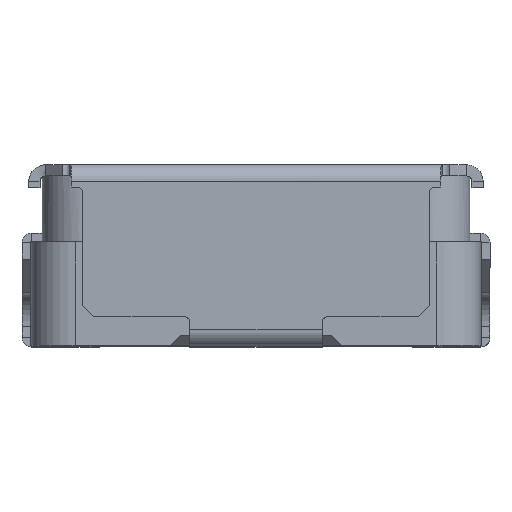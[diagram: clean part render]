
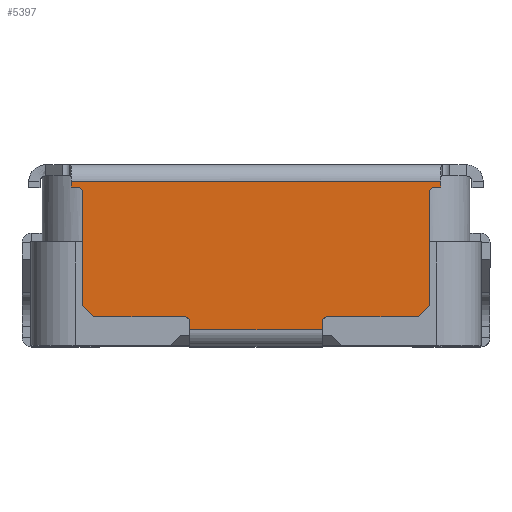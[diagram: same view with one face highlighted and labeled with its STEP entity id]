
A CAD part, top view. The second image highlights one B-rep face of the part: STEP entity #5397.
In plain terms, the highlighted planar face has unit normal (0, 0, 1).
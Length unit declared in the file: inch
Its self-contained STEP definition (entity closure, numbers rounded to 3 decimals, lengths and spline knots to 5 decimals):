
#51 = VECTOR ( 'NONE', #775, 39.37008 ) ;
#99 = AXIS2_PLACEMENT_3D ( 'NONE', #9189, #9449, #4950 ) ;
#141 = DIRECTION ( 'NONE',  ( 0., 1., 0. ) ) ;
#169 = CARTESIAN_POINT ( 'NONE',  ( 0.33379, 0.2842, 0.46255 ) ) ;
#208 = ORIENTED_EDGE ( 'NONE', *, *, #3124, .F. ) ;
#229 = CARTESIAN_POINT ( 'NONE',  ( 0.32379, 0.2792, 0.46255 ) ) ;
#245 = ORIENTED_EDGE ( 'NONE', *, *, #1357, .T. ) ;
#287 = CARTESIAN_POINT ( 'NONE',  ( 0.01379, 0.2792, 0.46255 ) ) ;
#293 = CARTESIAN_POINT ( 'NONE',  ( 0.21679, 0.0712, 0.46255 ) ) ;
#302 = CARTESIAN_POINT ( 'NONE',  ( 0.33379, 0.2892, 0.46255 ) ) ;
#318 = CARTESIAN_POINT ( 'NONE',  ( 0.00379, 0.2842, 0.46255 ) ) ;
#337 = EDGE_CURVE ( 'NONE', #1700, #3119, #4496, .T. ) ;
#353 = VECTOR ( 'NONE', #1098, 39.37008 ) ;
#384 = ORIENTED_EDGE ( 'NONE', *, *, #3074, .F. ) ;
#501 = VECTOR ( 'NONE', #2959, 39.37008 ) ;
#657 = ORIENTED_EDGE ( 'NONE', *, *, #9585, .F. ) ;
#710 = DIRECTION ( 'NONE',  ( -1., 0., 0. ) ) ;
#721 = DIRECTION ( 'NONE',  ( 0., 0., 1. ) ) ;
#739 = CARTESIAN_POINT ( 'NONE',  ( 0.23279, 0.1632, 0.46255 ) ) ;
#757 = DIRECTION ( 'NONE',  ( -1., 0., 0. ) ) ;
#775 = DIRECTION ( 'NONE',  ( 0., 1., 0. ) ) ;
#779 = CARTESIAN_POINT ( 'NONE',  ( 0.10479, 0.1682, 0.46255 ) ) ;
#808 = EDGE_CURVE ( 'NONE', #3253, #4338, #6581, .T. ) ;
#809 = CARTESIAN_POINT ( 'NONE',  ( 0.00379, 0.2842, 0.46255 ) ) ;
#871 = EDGE_CURVE ( 'NONE', #1586, #3119, #9168, .T. ) ;
#933 = VECTOR ( 'NONE', #8058, 39.37008 ) ;
#946 = LINE ( 'NONE', #2134, #3072 ) ;
#986 = VECTOR ( 'NONE', #141, 39.37008 ) ;
#1041 = DIRECTION ( 'NONE',  ( -1., 0., 0. ) ) ;
#1044 = CARTESIAN_POINT ( 'NONE',  ( 0.32879, 0.2842, 0.46255 ) ) ;
#1098 = DIRECTION ( 'NONE',  ( -0.707, -0.707, 0. ) ) ;
#1212 = CARTESIAN_POINT ( 'NONE',  ( 0.00379, 0.1567, 0.46255 ) ) ;
#1343 = EDGE_CURVE ( 'NONE', #3082, #2173, #6574, .T. ) ;
#1357 = EDGE_CURVE ( 'NONE', #4062, #4338, #6382, .T. ) ;
#1426 = EDGE_CURVE ( 'NONE', #7582, #4605, #9928, .T. ) ;
#1433 = DIRECTION ( 'NONE',  ( 0., 1., 0. ) ) ;
#1446 = VERTEX_POINT ( 'NONE', #2776 ) ;
#1519 = EDGE_CURVE ( 'NONE', #1959, #1700, #4964, .T. ) ;
#1586 = VERTEX_POINT ( 'NONE', #3301 ) ;
#1604 = CARTESIAN_POINT ( 'NONE',  ( 0.00879, 0.2842, 0.46255 ) ) ;
#1664 = AXIS2_PLACEMENT_3D ( 'NONE', #809, #8424, #5365 ) ;
#1700 = VERTEX_POINT ( 'NONE', #3091 ) ;
#1849 = CARTESIAN_POINT ( 'NONE',  ( 0.00879, 0.2792, 0.46255 ) ) ;
#1887 = LINE ( 'NONE', #4161, #6058 ) ;
#1959 = VERTEX_POINT ( 'NONE', #9656 ) ;
#2134 = CARTESIAN_POINT ( 'NONE',  ( 0.00379, 0.1682, 0.46255 ) ) ;
#2173 = VERTEX_POINT ( 'NONE', #229 ) ;
#2176 = DIRECTION ( 'NONE',  ( -1., 0., 0. ) ) ;
#2409 = AXIS2_PLACEMENT_3D ( 'NONE', #6331, #6700, #3873 ) ;
#2513 = LINE ( 'NONE', #293, #353 ) ;
#2620 = DIRECTION ( 'NONE',  ( -1., 0., 0. ) ) ;
#2634 = DIRECTION ( 'NONE',  ( 0., 1., 0. ) ) ;
#2677 = ORIENTED_EDGE ( 'NONE', *, *, #3539, .F. ) ;
#2776 = CARTESIAN_POINT ( 'NONE',  ( 0.31379, 0.1682, 0.46255 ) ) ;
#2794 = LINE ( 'NONE', #318, #6897 ) ;
#2891 = ORIENTED_EDGE ( 'NONE', *, *, #8536, .F. ) ;
#2959 = DIRECTION ( 'NONE',  ( -1., 0., 0. ) ) ;
#2980 = EDGE_CURVE ( 'NONE', #9892, #5605, #946, .T. ) ;
#3072 = VECTOR ( 'NONE', #2176, 39.37008 ) ;
#3074 = EDGE_CURVE ( 'NONE', #4062, #7582, #8764, .T. ) ;
#3082 = VERTEX_POINT ( 'NONE', #1044 ) ;
#3091 = CARTESIAN_POINT ( 'NONE',  ( 0.00379, 0.2892, 0.46255 ) ) ;
#3096 = CARTESIAN_POINT ( 'NONE',  ( 0.22779, 0.1567, 0.46255 ) ) ;
#3119 = VERTEX_POINT ( 'NONE', #302 ) ;
#3124 = EDGE_CURVE ( 'NONE', #4286, #1959, #2794, .T. ) ;
#3253 = VERTEX_POINT ( 'NONE', #5587 ) ;
#3301 = CARTESIAN_POINT ( 'NONE',  ( 0.33379, 0.2842, 0.46255 ) ) ;
#3539 = EDGE_CURVE ( 'NONE', #1446, #3253, #6751, .T. ) ;
#3604 = CARTESIAN_POINT ( 'NONE',  ( 0.00379, 0.2842, 0.46255 ) ) ;
#3873 = DIRECTION ( 'NONE',  ( -1., 0., 0. ) ) ;
#3889 = DIRECTION ( 'NONE',  ( -0.707, 0.707, 0. ) ) ;
#3913 = CARTESIAN_POINT ( 'NONE',  ( 0.00379, 0.1682, 0.46255 ) ) ;
#4062 = VERTEX_POINT ( 'NONE', #3096 ) ;
#4127 = DIRECTION ( 'NONE',  ( -1., 0., 0. ) ) ;
#4161 = CARTESIAN_POINT ( 'NONE',  ( 0.00379, 0.2842, 0.46255 ) ) ;
#4268 = VECTOR ( 'NONE', #8831, 39.37008 ) ;
#4286 = VERTEX_POINT ( 'NONE', #1604 ) ;
#4328 = CARTESIAN_POINT ( 'NONE',  ( 0.02379, 0.1682, 0.46255 ) ) ;
#4338 = VERTEX_POINT ( 'NONE', #7753 ) ;
#4387 = AXIS2_PLACEMENT_3D ( 'NONE', #1849, #7236, #2620 ) ;
#4496 = LINE ( 'NONE', #9617, #4268 ) ;
#4567 = VERTEX_POINT ( 'NONE', #7574 ) ;
#4605 = VERTEX_POINT ( 'NONE', #9459 ) ;
#4754 = CARTESIAN_POINT ( 'NONE',  ( 0.10979, 0.1567, 0.46255 ) ) ;
#4758 = EDGE_CURVE ( 'NONE', #6594, #7480, #7135, .T. ) ;
#4788 = CARTESIAN_POINT ( 'NONE',  ( 0.32379, 0.2842, 0.46255 ) ) ;
#4822 = CARTESIAN_POINT ( 'NONE',  ( 0.22779, 0.2842, 0.46255 ) ) ;
#4868 = ORIENTED_EDGE ( 'NONE', *, *, #1343, .F. ) ;
#4950 = DIRECTION ( 'NONE',  ( -1., 0., 0. ) ) ;
#4964 = LINE ( 'NONE', #3604, #6680 ) ;
#5038 = FACE_OUTER_BOUND ( 'NONE', #8993, .T. ) ;
#5059 = VECTOR ( 'NONE', #1041, 39.37008 ) ;
#5365 = DIRECTION ( 'NONE',  ( -1., 0., 0. ) ) ;
#5397 = ADVANCED_FACE ( 'NONE', ( #5038 ), #9774, .F. ) ;
#5442 = ORIENTED_EDGE ( 'NONE', *, *, #1519, .F. ) ;
#5559 = EDGE_CURVE ( 'NONE', #4605, #9892, #6867, .T. ) ;
#5587 = CARTESIAN_POINT ( 'NONE',  ( 0.23279, 0.1682, 0.46255 ) ) ;
#5605 = VERTEX_POINT ( 'NONE', #4328 ) ;
#5843 = EDGE_CURVE ( 'NONE', #4567, #1446, #2513, .T. ) ;
#6058 = VECTOR ( 'NONE', #4127, 39.37008 ) ;
#6216 = ORIENTED_EDGE ( 'NONE', *, *, #337, .F. ) ;
#6331 = CARTESIAN_POINT ( 'NONE',  ( 0.10479, 0.1632, 0.46255 ) ) ;
#6382 = LINE ( 'NONE', #4822, #51 ) ;
#6396 = DIRECTION ( 'NONE',  ( 0., 1., 0. ) ) ;
#6541 = ORIENTED_EDGE ( 'NONE', *, *, #2980, .F. ) ;
#6574 = CIRCLE ( 'NONE', #99, 0.005 ) ;
#6581 = CIRCLE ( 'NONE', #9320, 0.005 ) ;
#6594 = VERTEX_POINT ( 'NONE', #6783 ) ;
#6680 = VECTOR ( 'NONE', #2634, 39.37008 ) ;
#6700 = DIRECTION ( 'NONE',  ( 0., 0., 1. ) ) ;
#6751 = LINE ( 'NONE', #3913, #501 ) ;
#6783 = CARTESIAN_POINT ( 'NONE',  ( 0.01379, 0.1782, 0.46255 ) ) ;
#6867 = CIRCLE ( 'NONE', #2409, 0.005 ) ;
#6897 = VECTOR ( 'NONE', #757, 39.37008 ) ;
#6931 = VECTOR ( 'NONE', #1433, 39.37008 ) ;
#7094 = ORIENTED_EDGE ( 'NONE', *, *, #1426, .F. ) ;
#7135 = LINE ( 'NONE', #8017, #933 ) ;
#7164 = LINE ( 'NONE', #4788, #6931 ) ;
#7210 = LINE ( 'NONE', #8382, #8966 ) ;
#7236 = DIRECTION ( 'NONE',  ( 0., 0., 1. ) ) ;
#7480 = VERTEX_POINT ( 'NONE', #287 ) ;
#7508 = ORIENTED_EDGE ( 'NONE', *, *, #5843, .F. ) ;
#7574 = CARTESIAN_POINT ( 'NONE',  ( 0.32379, 0.1782, 0.46255 ) ) ;
#7582 = VERTEX_POINT ( 'NONE', #4754 ) ;
#7664 = CIRCLE ( 'NONE', #4387, 0.005 ) ;
#7741 = EDGE_CURVE ( 'NONE', #4567, #2173, #7164, .T. ) ;
#7753 = CARTESIAN_POINT ( 'NONE',  ( 0.22779, 0.1632, 0.46255 ) ) ;
#8017 = CARTESIAN_POINT ( 'NONE',  ( 0.01379, 0.2842, 0.46255 ) ) ;
#8042 = ORIENTED_EDGE ( 'NONE', *, *, #4758, .F. ) ;
#8058 = DIRECTION ( 'NONE',  ( 0., 1., 0. ) ) ;
#8340 = ORIENTED_EDGE ( 'NONE', *, *, #871, .T. ) ;
#8382 = CARTESIAN_POINT ( 'NONE',  ( -0.04421, 0.2362, 0.46255 ) ) ;
#8424 = DIRECTION ( 'NONE',  ( 0., 0., -1. ) ) ;
#8536 = EDGE_CURVE ( 'NONE', #7480, #4286, #7664, .T. ) ;
#8764 = LINE ( 'NONE', #1212, #5059 ) ;
#8831 = DIRECTION ( 'NONE',  ( 1., 0., 0. ) ) ;
#8878 = ORIENTED_EDGE ( 'NONE', *, *, #7741, .T. ) ;
#8931 = CARTESIAN_POINT ( 'NONE',  ( 0.10979, 0.2842, 0.46255 ) ) ;
#8966 = VECTOR ( 'NONE', #3889, 39.37008 ) ;
#8973 = ORIENTED_EDGE ( 'NONE', *, *, #808, .F. ) ;
#8993 = EDGE_LOOP ( 'NONE', ( #384, #245, #8973, #2677, #7508, #8878, #4868, #9970, #8340, #6216, #5442, #208, #2891, #8042, #657, #6541, #9974, #7094 ) ) ;
#9168 = LINE ( 'NONE', #169, #986 ) ;
#9189 = CARTESIAN_POINT ( 'NONE',  ( 0.32879, 0.2792, 0.46255 ) ) ;
#9320 = AXIS2_PLACEMENT_3D ( 'NONE', #739, #721, #710 ) ;
#9449 = DIRECTION ( 'NONE',  ( 0., 0., 1. ) ) ;
#9459 = CARTESIAN_POINT ( 'NONE',  ( 0.10979, 0.1632, 0.46255 ) ) ;
#9585 = EDGE_CURVE ( 'NONE', #5605, #6594, #7210, .T. ) ;
#9617 = CARTESIAN_POINT ( 'NONE',  ( 0.00379, 0.2892, 0.46255 ) ) ;
#9656 = CARTESIAN_POINT ( 'NONE',  ( 0.00379, 0.2842, 0.46255 ) ) ;
#9686 = VECTOR ( 'NONE', #6396, 39.37008 ) ;
#9774 = PLANE ( 'NONE',  #1664 ) ;
#9799 = EDGE_CURVE ( 'NONE', #1586, #3082, #1887, .T. ) ;
#9892 = VERTEX_POINT ( 'NONE', #779 ) ;
#9928 = LINE ( 'NONE', #8931, #9686 ) ;
#9970 = ORIENTED_EDGE ( 'NONE', *, *, #9799, .F. ) ;
#9974 = ORIENTED_EDGE ( 'NONE', *, *, #5559, .F. ) ;
